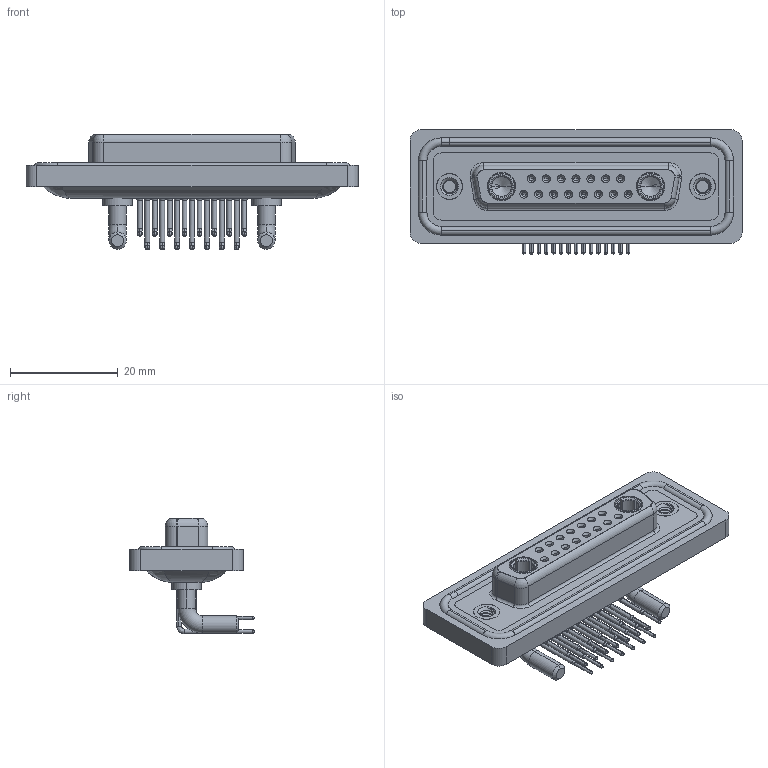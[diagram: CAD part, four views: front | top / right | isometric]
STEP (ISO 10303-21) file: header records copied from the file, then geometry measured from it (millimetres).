
FILE_DESCRIPTION (( 'STEP AP203' ), '1' );
FILE_NAME ('630W17W2140-3N2.STEP', '2024-04-12T02:09:21', ( '' ), ( '' ), 'SwSTEP 2.0', 'SolidWorks 2023', '' );
FILE_SCHEMA (( 'CONFIG_CONTROL_DESIGN' ));
Length unit declared in the file: millimetre
Products named in the file (9): Power Socket_30A RA; 630Combo Shell Rear_25 Contacts; 630Combo Threaded Rivet_2; 630Combo Housing_17W2; 630Combo Contact Row 1_50 Contacts; 630Combo Waterproof Housing_25 Contacts; 630W17W2140-3N2; 630Combo Contact Row 2_50 Contacts; 630Combo Shell Front_25 Contacts
Assembly tree (23 placements, depth 2):
  630W17W2140-3N2
    630Combo Housing_17W2
    630Combo Shell Front_25 Contacts
    630Combo Shell Rear_25 Contacts
    630Combo Threaded Rivet_2  x2
    Power Socket_30A RA  x2
    630Combo Contact Row 1_50 Contacts  x7
    630Combo Contact Row 2_50 Contacts  x8
    630Combo Waterproof Housing_25 Contacts
Bounding box: 61.75 x 23.12 x 21.53 mm (x, y, z)
Volume: 8542.6 mm3; surface area: 14566.8 mm2
Topology: 26 solids, 26 shells, 1337 faces, 3402 edges, 2147 vertices
Faces by surface type: cylinder 583, plane 388, cone 211, torus 83, bspline 72
Entity records: 24526 total; most frequent: CARTESIAN_POINT 5946, DIRECTION 3886, ORIENTED_EDGE 3440, EDGE_CURVE 1720, AXIS2_PLACEMENT_3D 1594, VERTEX_POINT 1099, CIRCLE 873, EDGE_LOOP 831
